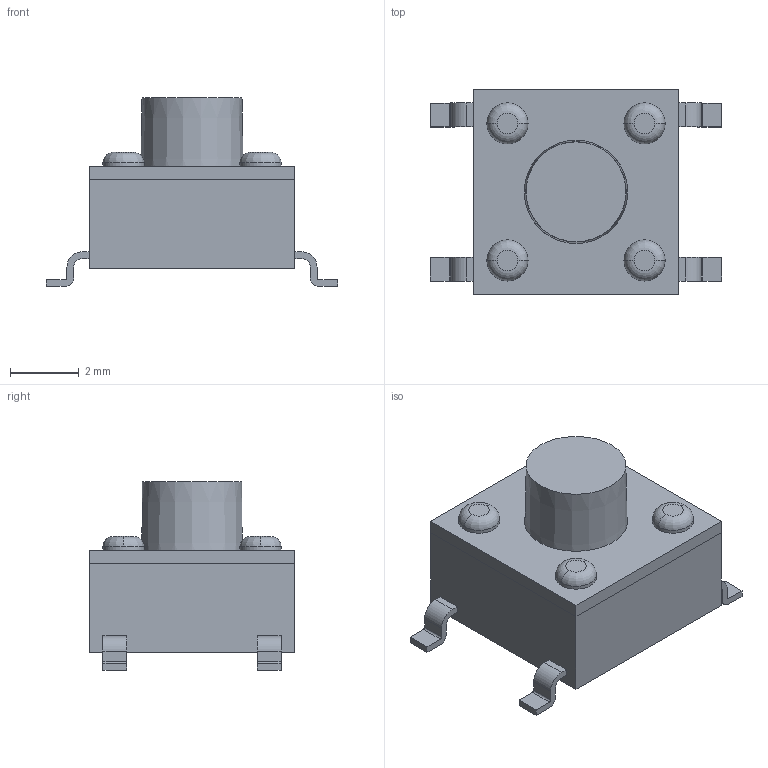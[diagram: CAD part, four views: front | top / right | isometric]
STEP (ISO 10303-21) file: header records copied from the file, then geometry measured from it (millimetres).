
FILE_DESCRIPTION(/* description */ ('Designed by EasyEDA Pro'),/* implementation_level */ '2;1');
FILE_NAME(/* name */ 'KEY_4P_6x6x5_WT.step',/* time_stamp */ '2025-04-06T20:14:14+08:00',/* author */ (''),/* organization */ (''),/* preprocessor_version */ 'ST-DEVELOPER v20.1',/* originating_system */ 'Autodesk Translation Framework v14.4.0.0',/* authorisation */ '');
FILE_SCHEMA (('AUTOMOTIVE_DESIGN { 1 0 10303 214 3 1 1 }'));
Length unit declared in the file: millimetre
Products named in the file (4): WwG0-PCBModel; WwG0-Board; WwG0-SW1-KEY-SMD_4P-L6.0-W6.0-P4.50-LS8.5; COMPOUND
Assembly tree (3 placements, depth 3):
  WwG0-PCBModel
    WwG0-Board
    WwG0-SW1-KEY-SMD_4P-L6.0-W6.0-P4.50-LS8.5
      COMPOUND
Bounding box: 8.5 x 6 x 5.51 mm (x, y, z)
Volume: 124.2 mm3; surface area: 244.6 mm2
Topology: 2 solids, 2 shells, 366 faces, 977 edges, 650 vertices
Faces by surface type: plane 224, bspline 120, cylinder 21, cone 1
Full cylindrical faces by diameter (mm): 1.2 x4, 3.02 x1
Entity records: 13486 total; most frequent: CARTESIAN_POINT 4330, ORIENTED_EDGE 1954, DIRECTION 1495, EDGE_CURVE 977, LINE 689, VECTOR 689, VERTEX_POINT 650, EDGE_LOOP 403
